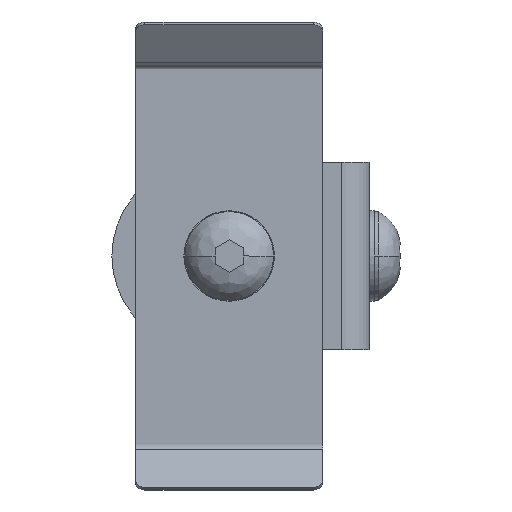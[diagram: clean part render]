
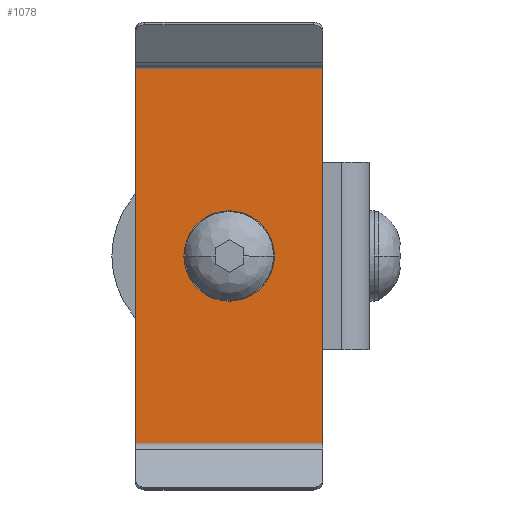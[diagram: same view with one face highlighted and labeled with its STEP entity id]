
A CAD part, front view. The second image highlights one B-rep face of the part: STEP entity #1078.
In plain terms, the highlighted planar face has unit normal (0, -1, 0).
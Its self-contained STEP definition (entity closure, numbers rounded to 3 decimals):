
#56=DIRECTION('',(0.,0.,-1.));
#57=VECTOR('',#56,46.821);
#58=CARTESIAN_POINT('',(-10.,-0.5,23.411));
#59=LINE('',#58,#57);
#116=DIRECTION('',(0.,0.,1.));
#117=VECTOR('',#116,46.821);
#118=CARTESIAN_POINT('',(10.,-0.5,-23.411));
#119=LINE('',#118,#117);
#172=DIRECTION('',(1.,0.,0.));
#173=VECTOR('',#172,20.);
#174=CARTESIAN_POINT('',(-10.,-0.5,-23.411));
#175=LINE('',#174,#173);
#180=DIRECTION('',(0.,0.,-1.));
#181=VECTOR('',#180,3.);
#182=CARTESIAN_POINT('',(-3.25,-0.5,1.5));
#183=LINE('',#182,#181);
#184=CARTESIAN_POINT('',(0.,-0.5,-1.5));
#185=DIRECTION('',(0.,-1.,0.));
#186=DIRECTION('',(-1.,0.,0.));
#187=AXIS2_PLACEMENT_3D('',#184,#185,#186);
#189=DIRECTION('',(0.,0.,1.));
#190=VECTOR('',#189,3.);
#191=CARTESIAN_POINT('',(3.25,-0.5,-1.5));
#192=LINE('',#191,#190);
#193=CARTESIAN_POINT('',(0.,-0.5,1.5));
#194=DIRECTION('',(0.,-1.,0.));
#195=DIRECTION('',(1.,0.,0.));
#196=AXIS2_PLACEMENT_3D('',#193,#194,#195);
#198=DIRECTION('',(-1.,0.,0.));
#199=VECTOR('',#198,20.);
#200=CARTESIAN_POINT('',(10.,-0.5,23.411));
#201=LINE('',#200,#199);
#662=CARTESIAN_POINT('',(-3.25,-0.5,-1.5));
#663=VERTEX_POINT('',#662);
#664=CARTESIAN_POINT('',(-3.25,-0.5,1.5));
#665=VERTEX_POINT('',#664);
#666=CARTESIAN_POINT('',(3.25,-0.5,-1.5));
#667=VERTEX_POINT('',#666);
#668=CARTESIAN_POINT('',(3.25,-0.5,1.5));
#669=VERTEX_POINT('',#668);
#670=CARTESIAN_POINT('',(-10.,-0.5,-23.411));
#671=CARTESIAN_POINT('',(10.,-0.5,-23.411));
#672=VERTEX_POINT('',#670);
#673=VERTEX_POINT('',#671);
#674=CARTESIAN_POINT('',(-10.,-0.5,23.411));
#675=VERTEX_POINT('',#674);
#676=CARTESIAN_POINT('',(10.,-0.5,23.411));
#677=VERTEX_POINT('',#676);
#1056=CARTESIAN_POINT('',(0.,-0.5,0.));
#1057=DIRECTION('',(0.,1.,0.));
#1058=DIRECTION('',(1.,0.,0.));
#1059=AXIS2_PLACEMENT_3D('',#1056,#1057,#1058);
#1060=PLANE('',#1059);
#1061=ORIENTED_EDGE('',*,*,#1048,.F.);
#1062=ORIENTED_EDGE('',*,*,#894,.F.);
#1064=ORIENTED_EDGE('',*,*,#1063,.F.);
#1065=ORIENTED_EDGE('',*,*,#960,.F.);
#1066=EDGE_LOOP('',(#1061,#1062,#1064,#1065));
#1067=FACE_OUTER_BOUND('',#1066,.F.);
#1069=ORIENTED_EDGE('',*,*,#1068,.T.);
#1071=ORIENTED_EDGE('',*,*,#1070,.T.);
#1073=ORIENTED_EDGE('',*,*,#1072,.T.);
#1075=ORIENTED_EDGE('',*,*,#1074,.T.);
#1076=EDGE_LOOP('',(#1069,#1071,#1073,#1075));
#1077=FACE_BOUND('',#1076,.F.);
#1078=ADVANCED_FACE('',(#1067,#1077),#1060,.F.);
#188=CIRCLE('',#187,3.25);
#197=CIRCLE('',#196,3.25);
#894=EDGE_CURVE('',#675,#672,#59,.T.);
#960=EDGE_CURVE('',#673,#677,#119,.T.);
#1048=EDGE_CURVE('',#672,#673,#175,.T.);
#1063=EDGE_CURVE('',#677,#675,#201,.T.);
#1068=EDGE_CURVE('',#665,#663,#183,.T.);
#1070=EDGE_CURVE('',#663,#667,#188,.T.);
#1072=EDGE_CURVE('',#667,#669,#192,.T.);
#1074=EDGE_CURVE('',#669,#665,#197,.T.);
